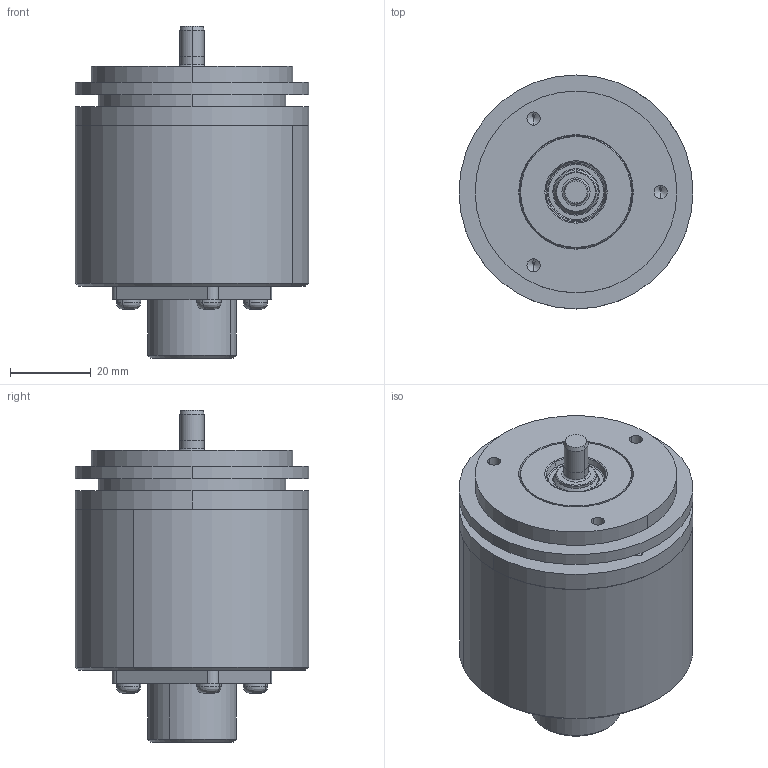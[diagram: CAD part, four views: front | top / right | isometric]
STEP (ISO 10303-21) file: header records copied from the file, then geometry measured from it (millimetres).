
FILE_DESCRIPTION((''),'2;1');
FILE_NAME('588937','2010-11-10T',('se2802'),(''),'PRO/ENGINEER BY PARAMETRIC TECHNOLOGY CORPORATION, 2010180','PRO/ENGINEER BY PARAMETRIC TECHNOLOGY CORPORATION, 2010180','');
FILE_SCHEMA(('CONFIG_CONTROL_DESIGN'));
Length unit declared in the file: millimetre
Products named in the file (1): 588937
Bounding box: 58 x 58 x 82.3 mm (x, y, z)
Volume: 141380.5 mm3; surface area: 22223.4 mm2
Topology: 1 solids, 2 shells, 1061 faces, 2850 edges, 1879 vertices
Faces by surface type: plane 441, extrusion 324, cylinder 230, cone 28, torus 24, bspline 8, sphere 6
Entity records: 37659 total; most frequent: CARTESIAN_POINT 12065, ORIENTED_EDGE 5688, DIRECTION 4458, EDGE_CURVE 2844, VERTEX_POINT 1879, VECTOR 1712, LINE 1388, AXIS2_PLACEMENT_3D 1373
